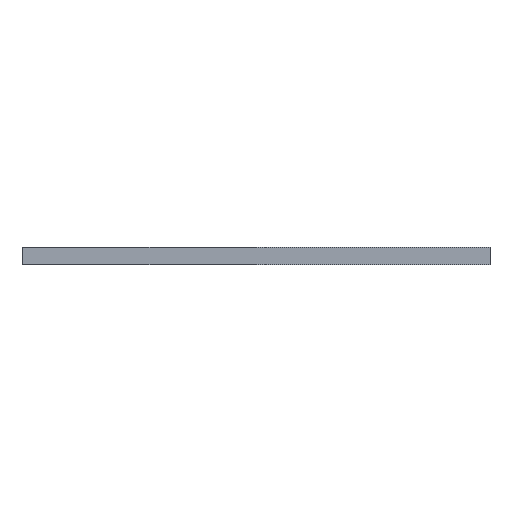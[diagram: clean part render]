
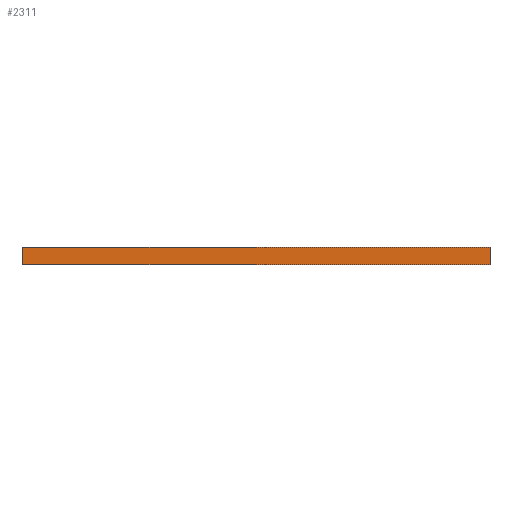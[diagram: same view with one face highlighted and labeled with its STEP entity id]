
A CAD part, left-side view. The second image highlights one B-rep face of the part: STEP entity #2311.
In plain terms, the highlighted planar face has unit normal (-1, 0, 0).
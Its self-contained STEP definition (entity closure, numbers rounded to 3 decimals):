
#36 = ORIENTED_EDGE ( 'NONE', *, *, #1095, .T. ) ;
#72 = CARTESIAN_POINT ( 'NONE',  ( -22.4, -22.875, 0.85 ) ) ;
#181 = CARTESIAN_POINT ( 'NONE',  ( -22.4, -22.875, -0.85 ) ) ;
#197 = DIRECTION ( 'NONE',  ( -1., 0., 0. ) ) ;
#363 = VERTEX_POINT ( 'NONE', #2222 ) ;
#379 = EDGE_CURVE ( 'NONE', #2551, #363, #2336, .T. ) ;
#396 = FACE_OUTER_BOUND ( 'NONE', #2231, .T. ) ;
#431 = DIRECTION ( 'NONE',  ( 0., 1., 0. ) ) ;
#535 = ORIENTED_EDGE ( 'NONE', *, *, #2152, .T. ) ;
#562 = ORIENTED_EDGE ( 'NONE', *, *, #379, .F. ) ;
#571 = VERTEX_POINT ( 'NONE', #2863 ) ;
#632 = PLANE ( 'NONE',  #1533 ) ;
#901 = VERTEX_POINT ( 'NONE', #2734 ) ;
#1095 = EDGE_CURVE ( 'NONE', #2551, #901, #1670, .T. ) ;
#1129 = DIRECTION ( 'NONE',  ( 0., 0., 1. ) ) ;
#1247 = CARTESIAN_POINT ( 'NONE',  ( -22.4, -22.875, 0.85 ) ) ;
#1250 = DIRECTION ( 'NONE',  ( 0., 0., -1. ) ) ;
#1381 = EDGE_CURVE ( 'NONE', #363, #571, #2180, .T. ) ;
#1500 = CARTESIAN_POINT ( 'NONE',  ( -22.4, 22.875, 0.85 ) ) ;
#1533 = AXIS2_PLACEMENT_3D ( 'NONE', #2775, #197, #1129 ) ;
#1670 = LINE ( 'NONE', #2202, #2851 ) ;
#1705 = VECTOR ( 'NONE', #431, 1000. ) ;
#1757 = DIRECTION ( 'NONE',  ( 0., 0., -1. ) ) ;
#2144 = VECTOR ( 'NONE', #1250, 1000. ) ;
#2152 = EDGE_CURVE ( 'NONE', #901, #571, #2515, .T. ) ;
#2180 = LINE ( 'NONE', #181, #1705 ) ;
#2202 = CARTESIAN_POINT ( 'NONE',  ( -22.4, -22.875, 0.85 ) ) ;
#2222 = CARTESIAN_POINT ( 'NONE',  ( -22.4, -22.875, -0.85 ) ) ;
#2231 = EDGE_LOOP ( 'NONE', ( #2536, #562, #36, #535 ) ) ;
#2311 = ADVANCED_FACE ( 'NONE', ( #396 ), #632, .T. ) ;
#2336 = LINE ( 'NONE', #1247, #2810 ) ;
#2464 = DIRECTION ( 'NONE',  ( 0., 1., 0. ) ) ;
#2515 = LINE ( 'NONE', #1500, #2144 ) ;
#2536 = ORIENTED_EDGE ( 'NONE', *, *, #1381, .F. ) ;
#2551 = VERTEX_POINT ( 'NONE', #72 ) ;
#2734 = CARTESIAN_POINT ( 'NONE',  ( -22.4, 22.875, 0.85 ) ) ;
#2775 = CARTESIAN_POINT ( 'NONE',  ( -22.4, -22.875, 0.85 ) ) ;
#2810 = VECTOR ( 'NONE', #1757, 1000. ) ;
#2851 = VECTOR ( 'NONE', #2464, 1000. ) ;
#2863 = CARTESIAN_POINT ( 'NONE',  ( -22.4, 22.875, -0.85 ) ) ;
